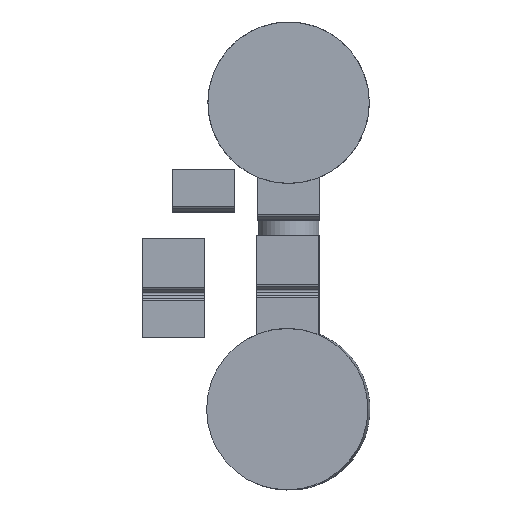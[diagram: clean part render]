
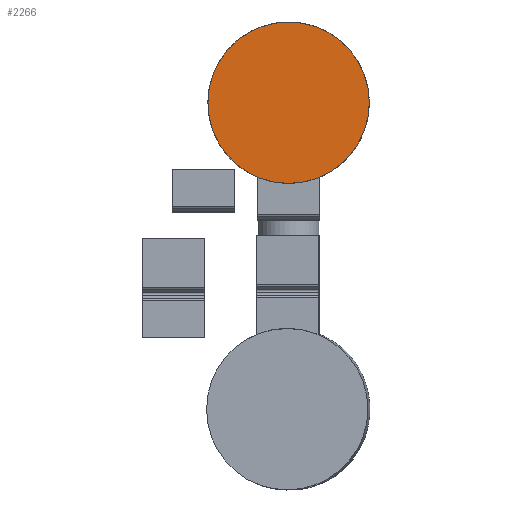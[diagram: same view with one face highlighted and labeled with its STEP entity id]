
A CAD part, top view. The second image highlights one B-rep face of the part: STEP entity #2266.
In plain terms, the highlighted planar face has unit normal (0, 0, 1).
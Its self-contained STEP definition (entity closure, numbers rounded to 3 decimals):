
#185 = EDGE_LOOP ( 'NONE', ( #1241 ) ) ;
#1241 = ORIENTED_EDGE ( 'NONE', *, *, #2119, .F. ) ;
#2119 = EDGE_CURVE ( 'NONE', #5238, #5238, #4605, .T. ) ;
#2266 = ADVANCED_FACE ( 'NONE', ( #4729 ), #5131, .T. ) ;
#4131 = CARTESIAN_POINT ( 'NONE',  ( 0., 30., 0. ) ) ;
#4137 = DIRECTION ( 'NONE',  ( 0., 0., -1. ) ) ;
#4138 = DIRECTION ( 'NONE',  ( -1., 0., 0. ) ) ;
#4288 = AXIS2_PLACEMENT_3D ( 'NONE', #4131, #4137, #4138 ) ;
#4343 = AXIS2_PLACEMENT_3D ( 'NONE', #5130, #5133, #5134 ) ;
#4605 = CIRCLE ( 'NONE', #4288, 8. ) ;
#4729 = FACE_OUTER_BOUND ( 'NONE', #185, .T. ) ;
#5130 = CARTESIAN_POINT ( 'NONE',  ( 0., 30., 0. ) ) ;
#5131 = PLANE ( 'NONE',  #4343 ) ;
#5133 = DIRECTION ( 'NONE',  ( 0., 0., 1. ) ) ;
#5134 = DIRECTION ( 'NONE',  ( 1., 0., 0. ) ) ;
#5238 = VERTEX_POINT ( 'NONE', #5239 ) ;
#5239 = CARTESIAN_POINT ( 'NONE',  ( -8., 30., 0. ) ) ;
